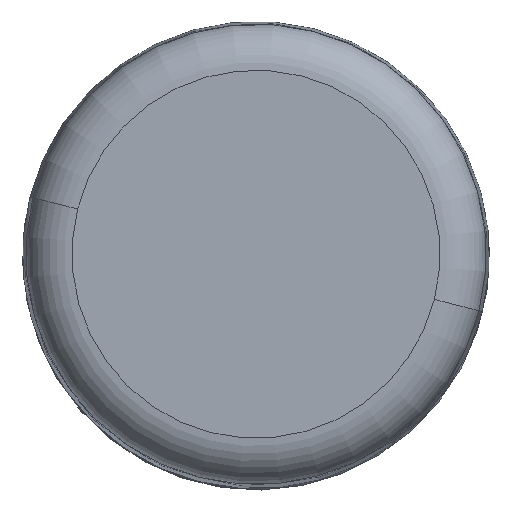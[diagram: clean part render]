
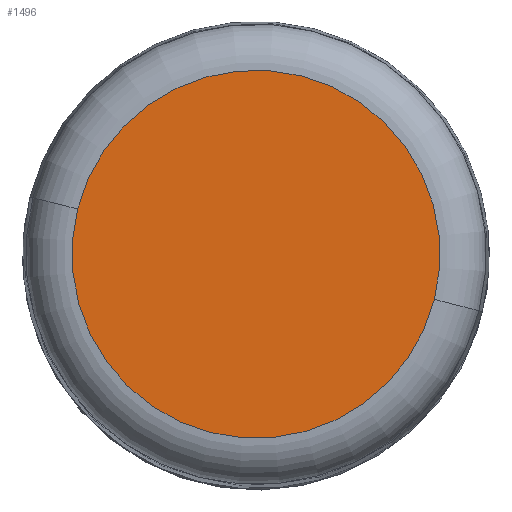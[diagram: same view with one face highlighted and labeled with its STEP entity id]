
A CAD part, top view. The second image highlights one B-rep face of the part: STEP entity #1496.
In plain terms, the highlighted face is planar.
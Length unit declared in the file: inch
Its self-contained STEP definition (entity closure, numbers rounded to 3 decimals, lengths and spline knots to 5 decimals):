
#18 = EDGE_CURVE ( 'NONE', #469, #1503, #289, .T. ) ;
#54 = DIRECTION ( 'NONE',  ( 0., 0., -1. ) ) ;
#56 = CARTESIAN_POINT ( 'NONE',  ( 0., 0., -0.1595 ) ) ;
#201 = EDGE_LOOP ( 'NONE', ( #885, #701 ) ) ;
#289 = CIRCLE ( 'NONE', #819, 0.1595 ) ;
#469 = VERTEX_POINT ( 'NONE', #1218 ) ;
#560 = CARTESIAN_POINT ( 'NONE',  ( 0., 0., 0. ) ) ;
#597 = CIRCLE ( 'NONE', #1284, 0.1595 ) ;
#642 = CARTESIAN_POINT ( 'NONE',  ( 0., 0., 0. ) ) ;
#694 = DIRECTION ( 'NONE',  ( 0., 0., -1. ) ) ;
#701 = ORIENTED_EDGE ( 'NONE', *, *, #18, .T. ) ;
#761 = DIRECTION ( 'NONE',  ( 1., 0., 0. ) ) ;
#819 = AXIS2_PLACEMENT_3D ( 'NONE', #642, #761, #54 ) ;
#885 = ORIENTED_EDGE ( 'NONE', *, *, #1228, .T. ) ;
#927 = PLANE ( 'NONE',  #1315 ) ;
#1165 = DIRECTION ( 'NONE',  ( 1., 0., 0. ) ) ;
#1218 = CARTESIAN_POINT ( 'NONE',  ( 0., 0., 0.1595 ) ) ;
#1228 = EDGE_CURVE ( 'NONE', #1503, #469, #597, .T. ) ;
#1284 = AXIS2_PLACEMENT_3D ( 'NONE', #1306, #1559, #694 ) ;
#1306 = CARTESIAN_POINT ( 'NONE',  ( 0., 0., 0. ) ) ;
#1315 = AXIS2_PLACEMENT_3D ( 'NONE', #560, #1165, #1410 ) ;
#1410 = DIRECTION ( 'NONE',  ( 0., 0., -1. ) ) ;
#1496 = ADVANCED_FACE ( 'NONE', ( #1545 ), #927, .T. ) ;
#1503 = VERTEX_POINT ( 'NONE', #56 ) ;
#1545 = FACE_OUTER_BOUND ( 'NONE', #201, .T. ) ;
#1559 = DIRECTION ( 'NONE',  ( 1., 0., 0. ) ) ;
